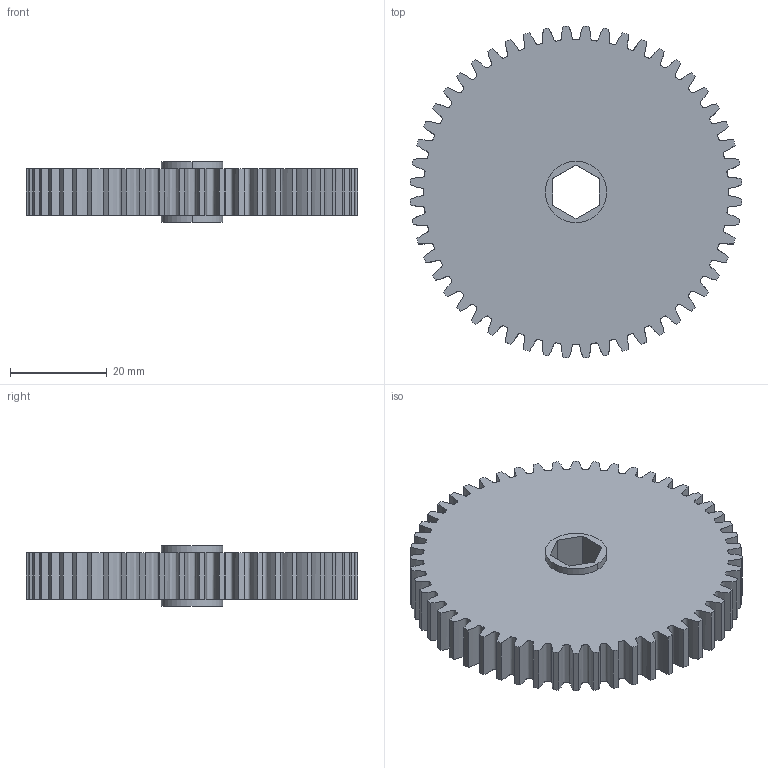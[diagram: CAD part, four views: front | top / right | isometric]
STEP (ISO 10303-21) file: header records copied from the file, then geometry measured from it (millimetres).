
FILE_DESCRIPTION (( 'STEP AP214' ), '1' );
FILE_NAME ('217-5459-001 Rev1.step', '2016-08-25T21:10:17', ( '' ), ( '' ), 'SwSTEP 2.0', 'SolidWorks 2015', '' );
FILE_SCHEMA (( 'AUTOMOTIVE_DESIGN' ));
Length unit declared in the file: millimetre
Products named in the file (1): 217-5459-001 Rev1
Bounding box: 68.51 x 68.51 x 12.6 mm (x, y, z)
Volume: 32894.4 mm3; surface area: 11203.7 mm2
Topology: 1 solids, 1 shells, 118 faces, 342 edges, 228 vertices
Faces by surface type: cylinder 56, bspline 52, plane 10
Entity records: 17788 total; most frequent: CARTESIAN_POINT 14885, ORIENTED_EDGE 684, DIRECTION 484, EDGE_CURVE 342, VERTEX_POINT 228, AXIS2_PLACEMENT_3D 179, VECTOR 126, LINE 126
